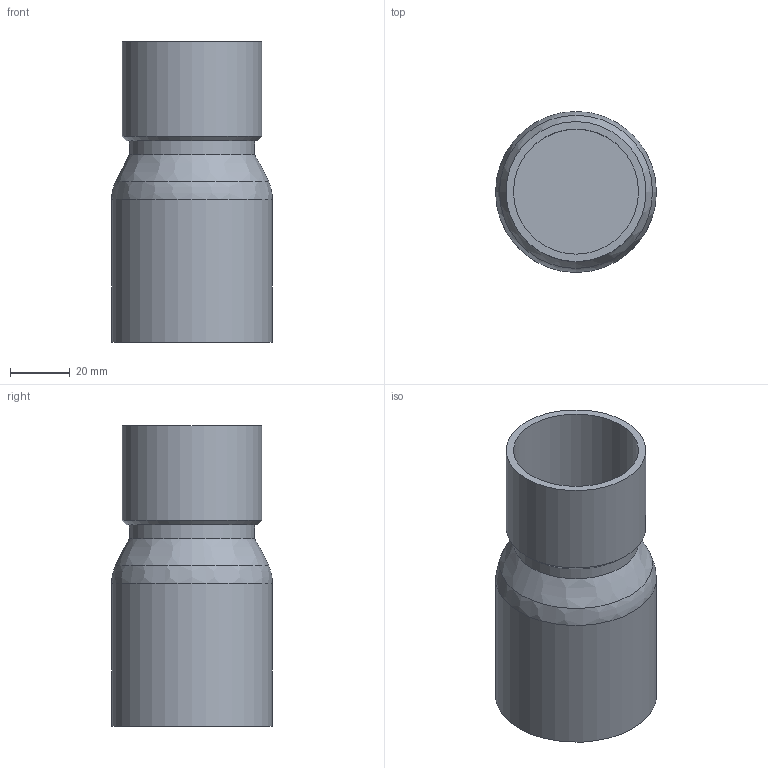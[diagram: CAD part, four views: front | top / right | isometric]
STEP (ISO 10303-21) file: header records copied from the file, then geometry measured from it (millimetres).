
FILE_DESCRIPTION( ( 'Unknown' ), '1' );
FILE_NAME( 'F14DN42-54.stp', 'Unknown', ( 'Unknown' ), ( 'Unknown' ), 'PSStep 14.0', 'Unknown', ' ' );
FILE_SCHEMA( ( 'AUTOMOTIVE_DESIGN { 1 0 10303 214 1 1 1 1 }' ) );
Length unit declared in the file: millimetre
Products named in the file (1): 1
Bounding box: 54 x 54 x 101 mm (x, y, z)
Volume: 63422.5 mm3; surface area: 32102.5 mm2
Topology: 1 solids, 1 shells, 13 faces, 23 edges, 15 vertices
Faces by surface type: plane 5, cylinder 5, bspline 2, cone 1
Full cylindrical faces by diameter (mm): 42 x2, 47 x1, 51 x1, 54 x1
Entity records: 420 total; most frequent: CARTESIAN_POINT 92, DIRECTION 48, AXIS2_PLACEMENT_3D 24, EDGE_LOOP 24, ORIENTED_EDGE 24, FACE_OUTER_BOUND 20, STYLED_ITEM 13, PRESENTATION_STYLE_ASSIGNMENT 13
